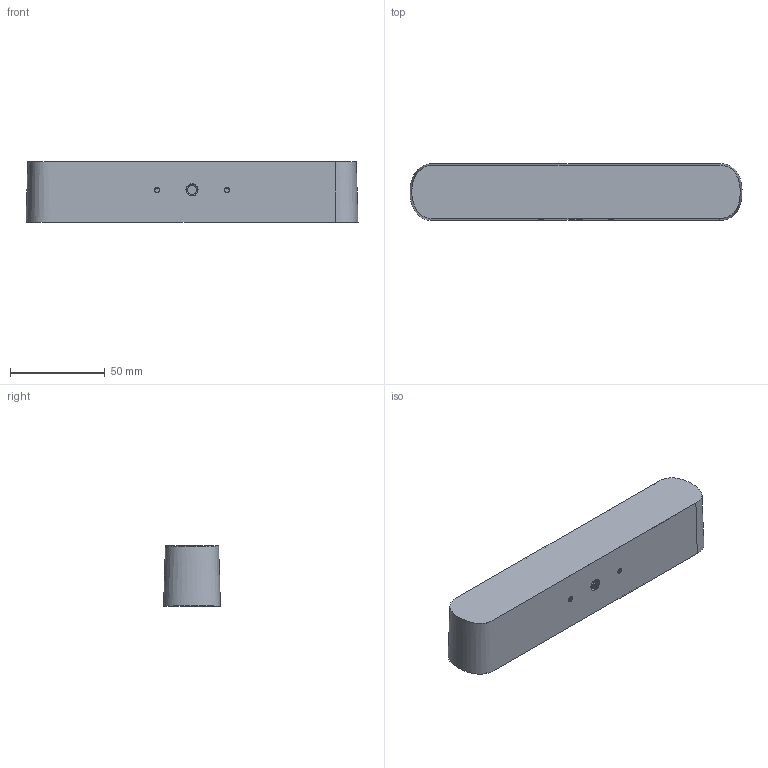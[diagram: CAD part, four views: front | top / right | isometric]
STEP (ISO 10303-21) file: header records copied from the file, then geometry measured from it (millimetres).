
FILE_DESCRIPTION (( 'STEP AP203' ), '1' );
FILE_NAME ('Camera_Default_sldprt.STEP', '2021-02-13T10:55:42', ( '' ), ( '' ), 'SwSTEP 2.0', 'SolidWorks 2019', '' );
FILE_SCHEMA (( 'CONFIG_CONTROL_DESIGN' ));
Length unit declared in the file: millimetre
Products named in the file (1): Camera_Default_sldprt
Bounding box: 174.94 x 30 x 32 mm (x, y, z)
Volume: 6758.9 mm3; surface area: 43849.5 mm2
Topology: 1 solids, 1 shells, 75 faces, 205 edges, 134 vertices
Faces by surface type: cylinder 51, bspline 14, plane 10
Entity records: 6738 total; most frequent: CARTESIAN_POINT 5138, ORIENTED_EDGE 410, DIRECTION 215, EDGE_CURVE 205, VERTEX_POINT 134, EDGE_LOOP 81, ADVANCED_FACE 75, FACE_OUTER_BOUND 75
